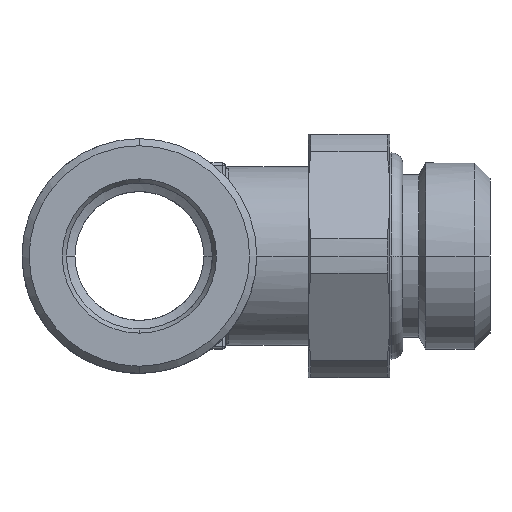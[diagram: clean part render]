
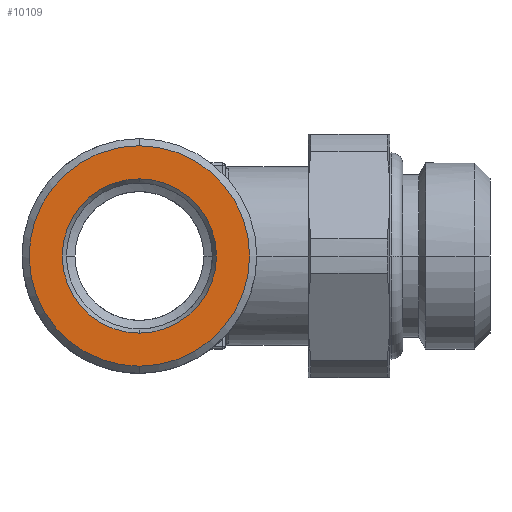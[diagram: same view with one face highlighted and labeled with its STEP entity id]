
A CAD part, left-side view. The second image highlights one B-rep face of the part: STEP entity #10109.
In plain terms, the highlighted planar face has unit normal (-1, 0, 0).
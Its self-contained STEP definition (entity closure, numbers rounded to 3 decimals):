
#9927=CARTESIAN_POINT('Vertex',(-29.6,0.,5.389)) ;
#9930=CARTESIAN_POINT('Axis2P3D Location',(-29.6,0.,0.)) ;
#9934=CARTESIAN_POINT('Vertex',(-29.6,0.,-5.389)) ;
#9955=CARTESIAN_POINT('Axis2P3D Location',(-29.6,0.,0.)) ;
#10064=CARTESIAN_POINT('Axis2P3D Location',(-29.6,0.,0.)) ;
#10070=CARTESIAN_POINT('Control Point',(-29.6,0.,-7.7)) ;
#10071=CARTESIAN_POINT('Control Point',(-29.6,0.816,-7.7)) ;
#10072=CARTESIAN_POINT('Control Point',(-29.6,1.631,-7.592)) ;
#10073=CARTESIAN_POINT('Control Point',(-29.6,2.428,-7.376)) ;
#10074=CARTESIAN_POINT('Control Point',(-29.6,3.945,-6.738)) ;
#10075=CARTESIAN_POINT('Control Point',(-29.6,5.243,-5.728)) ;
#10076=CARTESIAN_POINT('Control Point',(-29.6,5.822,-5.139)) ;
#10077=CARTESIAN_POINT('Control Point',(-29.6,6.809,-3.822)) ;
#10078=CARTESIAN_POINT('Control Point',(-29.6,7.419,-2.294)) ;
#10079=CARTESIAN_POINT('Control Point',(-29.6,7.62,-1.493)) ;
#10080=CARTESIAN_POINT('Control Point',(-29.6,7.807,0.142)) ;
#10081=CARTESIAN_POINT('Control Point',(-29.6,7.561,1.769)) ;
#10082=CARTESIAN_POINT('Control Point',(-29.6,7.331,2.561)) ;
#10083=CARTESIAN_POINT('Control Point',(-29.6,6.666,4.066)) ;
#10084=CARTESIAN_POINT('Control Point',(-29.6,5.632,5.346)) ;
#10085=CARTESIAN_POINT('Control Point',(-29.6,5.032,5.914)) ;
#10086=CARTESIAN_POINT('Control Point',(-29.6,3.744,6.844)) ;
#10087=CARTESIAN_POINT('Control Point',(-29.6,2.264,7.419)) ;
#10088=CARTESIAN_POINT('Control Point',(-29.6,1.52,7.606)) ;
#10089=CARTESIAN_POINT('Control Point',(-29.6,0.76,7.7)) ;
#10090=CARTESIAN_POINT('Control Point',(-29.6,0.,7.7)) ;
#10091=CARTESIAN_POINT('Vertex',(-29.6,0.,-7.7)) ;
#10093=CARTESIAN_POINT('Vertex',(-29.6,0.,7.7)) ;
#10096=CARTESIAN_POINT('Axis2P3D Location',(-29.6,0.,0.)) ;
#9931=DIRECTION('Axis2P3D Direction',(-1.,0.,0.)) ;
#9956=DIRECTION('Axis2P3D Direction',(-1.,0.,0.)) ;
#10065=DIRECTION('Axis2P3D Direction',(-1.,0.,0.)) ;
#10066=DIRECTION('Axis2P3D XDirection',(0.,0.,1.)) ;
#10097=DIRECTION('Axis2P3D Direction',(-1.,0.,0.)) ;
#9932=AXIS2_PLACEMENT_3D('Circle Axis2P3D',#9930,#9931,$) ;
#9957=AXIS2_PLACEMENT_3D('Circle Axis2P3D',#9955,#9956,$) ;
#10067=AXIS2_PLACEMENT_3D('Plane Axis2P3D',#10064,#10065,#10066) ;
#10098=AXIS2_PLACEMENT_3D('Circle Axis2P3D',#10096,#10097,$) ;
#10102=ORIENTED_EDGE('',*,*,#10095,.F.) ;
#10103=ORIENTED_EDGE('',*,*,#10100,.T.) ;
#10106=ORIENTED_EDGE('',*,*,#9959,.F.) ;
#10107=ORIENTED_EDGE('',*,*,#9936,.T.) ;
#10108=FACE_BOUND('',#10105,.T.) ;
#10109=ADVANCED_FACE('PR417B-10G14',(#10104,#10108),#10068,.T.) ;
#10069=B_SPLINE_CURVE_WITH_KNOTS('',5,(#10070,#10071,#10072,#10073,#10074,#10075,#10076,#10077,#10078,#10079,#10080,#10081,#10082,#10083,#10084,#10085,#10086,#10087,#10088,#10089,#10090),.UNSPECIFIED.,.F.,.U.,(6,3,3,3,3,3,6),(0.,5.767,11.535,17.302,23.07,28.837,34.21),.UNSPECIFIED.) ;
#9933=CIRCLE('generated circle',#9932,5.389) ;
#9958=CIRCLE('generated circle',#9957,5.389) ;
#10099=CIRCLE('generated circle',#10098,7.7) ;
#9936=EDGE_CURVE('',#9935,#9928,#9933,.F.) ;
#9959=EDGE_CURVE('',#9935,#9928,#9958,.T.) ;
#10095=EDGE_CURVE('',#10092,#10094,#10069,.T.) ;
#10100=EDGE_CURVE('',#10092,#10094,#10099,.T.) ;
#10101=EDGE_LOOP('',(#10102,#10103)) ;
#10105=EDGE_LOOP('',(#10106,#10107)) ;
#10104=FACE_OUTER_BOUND('',#10101,.T.) ;
#10068=PLANE('',#10067) ;
#9928=VERTEX_POINT('',#9927) ;
#9935=VERTEX_POINT('',#9934) ;
#10092=VERTEX_POINT('',#10091) ;
#10094=VERTEX_POINT('',#10093) ;
